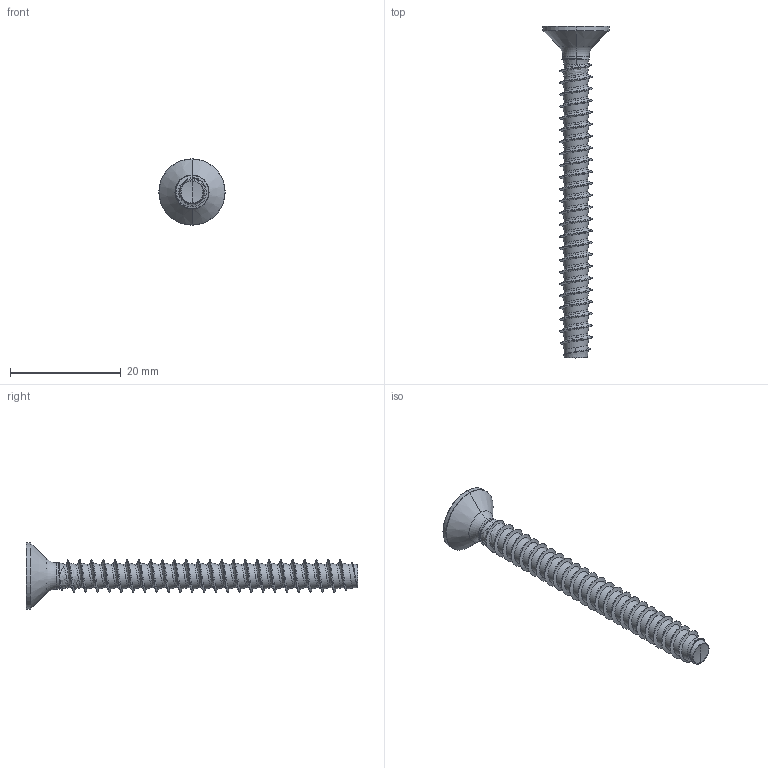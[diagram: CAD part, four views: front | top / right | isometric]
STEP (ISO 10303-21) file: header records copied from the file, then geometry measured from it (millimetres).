
FILE_DESCRIPTION (( 'STEP AP203' ), '1' );
FILE_NAME ('STP410600600.STEP', '2017-08-16T14:14:14', ( '' ), ( '' ), 'SwSTEP 2.0', 'SolidWorks 2015', '' );
FILE_SCHEMA (( 'CONFIG_CONTROL_DESIGN' ));
Length unit declared in the file: millimetre
Products named in the file (1): STP410600600
Bounding box: 12 x 60 x 12 mm (x, y, z)
Volume: 1197 mm3; surface area: 1566.2 mm2
Topology: 1 solids, 1 shells, 133 faces, 346 edges, 215 vertices
Faces by surface type: cylinder 75, bspline 35, cone 13, torus 6, sphere 2, plane 2
Entity records: 38496 total; most frequent: CARTESIAN_POINT 35702, ORIENTED_EDGE 688, DIRECTION 410, EDGE_CURVE 344, VERTEX_POINT 215, AXIS2_PLACEMENT_3D 159, B_SPLINE_CURVE_WITH_KNOTS 142, EDGE_LOOP 135
